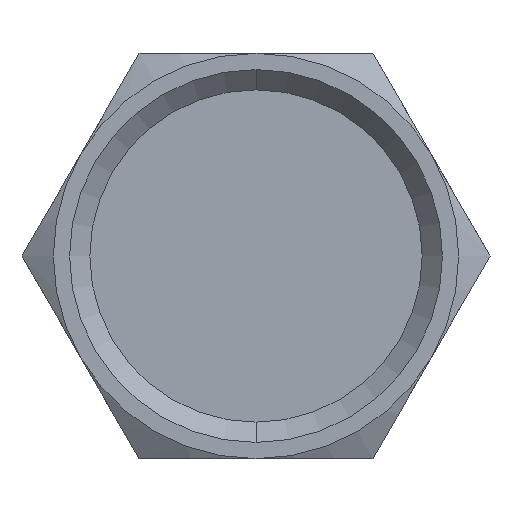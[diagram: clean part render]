
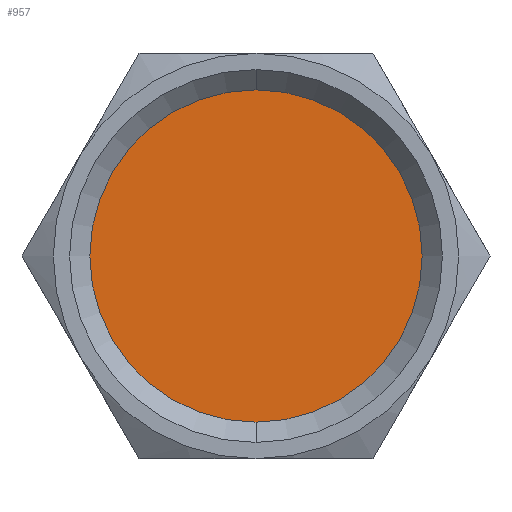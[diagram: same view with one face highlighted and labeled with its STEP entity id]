
A CAD part, front view. The second image highlights one B-rep face of the part: STEP entity #957.
In plain terms, the highlighted planar face has unit normal (0, -1, 0).
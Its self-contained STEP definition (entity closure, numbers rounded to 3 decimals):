
#70 = CARTESIAN_POINT ( 'NONE',  ( 0., 2.505, 0. ) ) ;
#71 = DIRECTION ( 'NONE',  ( 0., 1., 0. ) ) ;
#72 = DIRECTION ( 'NONE',  ( 0., 0., 1. ) ) ;
#88 = CARTESIAN_POINT ( 'NONE',  ( 0., 2.505, 0. ) ) ;
#89 = DIRECTION ( 'NONE',  ( 0., 1., 0. ) ) ;
#90 = DIRECTION ( 'NONE',  ( 0., 0., 1. ) ) ;
#669 = ORIENTED_EDGE ( 'NONE', *, *, #1861, .F. ) ;
#670 = ORIENTED_EDGE ( 'NONE', *, *, #1869, .F. ) ;
#703 = VERTEX_POINT ( 'NONE', #1538 ) ;
#725 = VERTEX_POINT ( 'NONE', #1509 ) ;
#817 = EDGE_LOOP ( 'NONE', ( #669, #670 ) ) ;
#957 = ADVANCED_FACE ( 'NONE', ( #2443 ), #1087, .F. ) ;
#1087 = PLANE ( 'NONE',  #2267 ) ;
#1094 = CARTESIAN_POINT ( 'NONE',  ( 0., 2.505, 0. ) ) ;
#1095 = DIRECTION ( 'NONE',  ( 0., 1., 0. ) ) ;
#1096 = DIRECTION ( 'NONE',  ( 0., 0., 1. ) ) ;
#1509 = CARTESIAN_POINT ( 'NONE',  ( 0., 2.505, 12.3 ) ) ;
#1538 = CARTESIAN_POINT ( 'NONE',  ( 0., 2.505, -12.3 ) ) ;
#1624 = CIRCLE ( 'NONE', #2357, 12.3 ) ;
#1640 = CIRCLE ( 'NONE', #2361, 12.3 ) ;
#1861 = EDGE_CURVE ( 'NONE', #703, #725, #1624, .T. ) ;
#1869 = EDGE_CURVE ( 'NONE', #725, #703, #1640, .T. ) ;
#2267 = AXIS2_PLACEMENT_3D ( 'NONE', #1094, #1095, #1096 ) ;
#2357 = AXIS2_PLACEMENT_3D ( 'NONE', #70, #71, #72 ) ;
#2361 = AXIS2_PLACEMENT_3D ( 'NONE', #88, #89, #90 ) ;
#2443 = FACE_OUTER_BOUND ( 'NONE', #817, .T. ) ;
